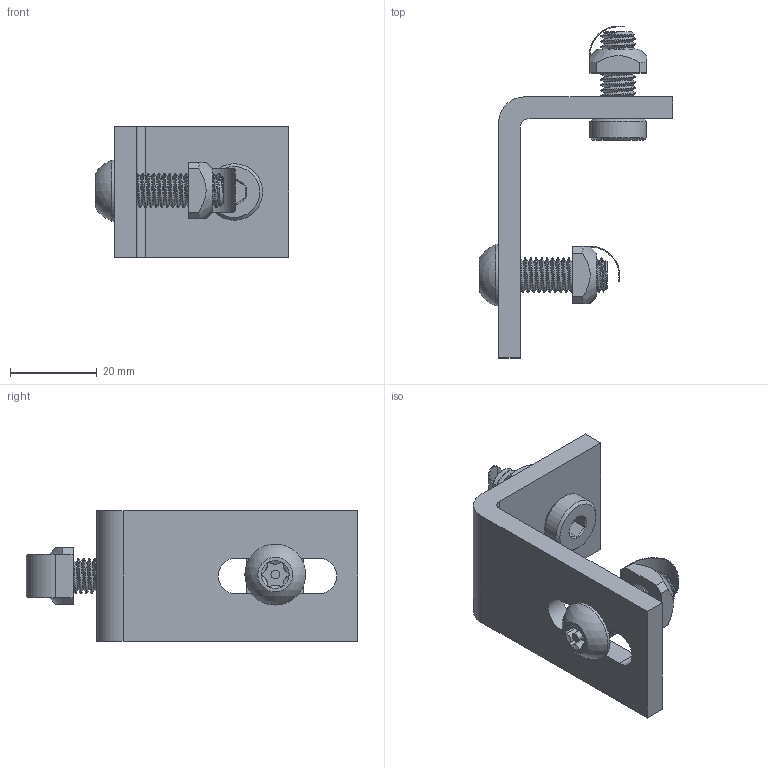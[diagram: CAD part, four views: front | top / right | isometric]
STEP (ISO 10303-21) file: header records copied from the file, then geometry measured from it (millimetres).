
FILE_DESCRIPTION(/* description */ (''),/* implementation_level */ '2;1');
FILE_NAME(/* name */ '41-420-2 v4.step',/* time_stamp */ '2020-10-07T16:52:52-04:00',/* author */ (''),/* organization */ (''),/* preprocessor_version */ 'ST-DEVELOPER v18.1',/* originating_system */ 'Autodesk Translation Framework v9.3.0.1241',/* authorisation */ '');
FILE_SCHEMA (('AUTOMOTIVE_DESIGN { 1 0 10303 214 3 1 1 }'));
Length unit declared in the file: millimetre
Products named in the file (7): 41-420-2; M8x20LHSCS-0 v1; 92855A719; M8S-PF v3 (1); M8x25BHCS-2 v1; 92832A596; M8S-PF v3
Assembly tree (6 placements, depth 3):
  41-420-2
    M8x20LHSCS-0 v1
      92855A719
    M8S-PF v3 (1)
    M8x25BHCS-2 v1
      92832A596
    M8S-PF v3
Bounding box: 44.43 x 76.3 x 30 mm (x, y, z)
Volume: 16758.8 mm3; surface area: 11253.9 mm2
Topology: 5 solids, 5 shells, 215 faces, 569 edges, 370 vertices
Faces by surface type: cylinder 121, plane 63, cone 22, bspline 8, sphere 1
Full cylindrical faces by diameter (mm): 2 x1, 6.376 x35, 6.779 x2, 8 x33, 8.17 x2, 8.2 x1, 13 x1, 14 x1
Entity records: 14743 total; most frequent: CARTESIAN_POINT 9723, ORIENTED_EDGE 1138, DIRECTION 847, EDGE_CURVE 569, VERTEX_POINT 370, AXIS2_PLACEMENT_3D 313, EDGE_LOOP 229, LINE 221
